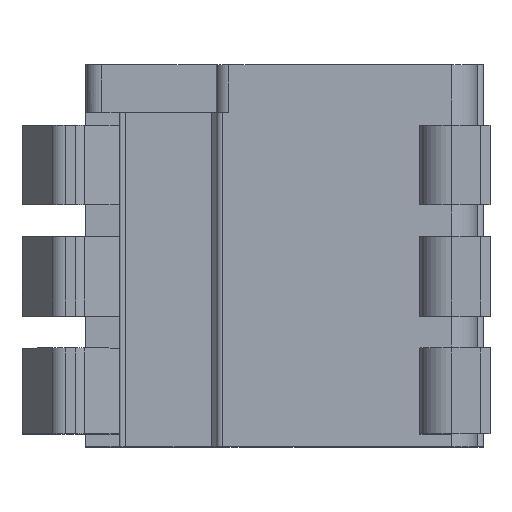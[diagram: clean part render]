
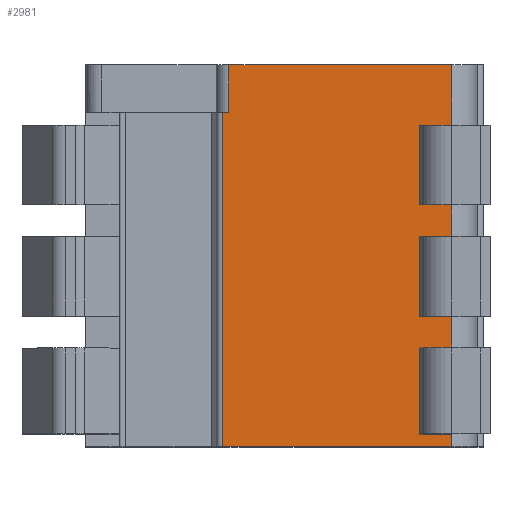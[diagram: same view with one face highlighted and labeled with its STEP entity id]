
A CAD part, top view. The second image highlights one B-rep face of the part: STEP entity #2981.
In plain terms, the highlighted planar face has unit normal (0, 0, 1).
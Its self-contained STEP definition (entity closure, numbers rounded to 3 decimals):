
#98=DIRECTION('',(1.,0.,0.));
#99=VECTOR('',#98,0.2);
#100=CARTESIAN_POINT('',(-1.07,0.,3.48));
#101=LINE('',#100,#99);
#102=DIRECTION('',(0.,1.,0.));
#103=VECTOR('',#102,1.5);
#104=CARTESIAN_POINT('',(-0.87,0.,3.48));
#105=LINE('',#104,#103);
#106=DIRECTION('',(-1.,0.,0.));
#107=VECTOR('',#106,1.);
#108=CARTESIAN_POINT('',(6.13,-0.4,3.48));
#109=LINE('',#108,#107);
#110=DIRECTION('',(-1.,0.,0.));
#111=VECTOR('',#110,1.);
#112=CARTESIAN_POINT('',(6.13,-3.9,3.48));
#113=LINE('',#112,#111);
#114=DIRECTION('',(-1.,0.,0.));
#115=VECTOR('',#114,1.);
#116=CARTESIAN_POINT('',(6.13,-7.4,3.48));
#117=LINE('',#116,#115);
#118=DIRECTION('',(-1.,0.,0.));
#119=VECTOR('',#118,1.);
#120=CARTESIAN_POINT('',(6.13,-10.1,3.48));
#121=LINE('',#120,#119);
#122=DIRECTION('',(-1.,0.,0.));
#123=VECTOR('',#122,7.2);
#124=CARTESIAN_POINT('',(6.13,-10.5,3.48));
#125=LINE('',#124,#123);
#126=DIRECTION('',(0.,-1.,0.));
#127=VECTOR('',#126,10.5);
#128=CARTESIAN_POINT('',(-1.07,0.,3.48));
#129=LINE('',#128,#127);
#224=DIRECTION('',(1.,0.,0.));
#225=VECTOR('',#224,7.);
#226=CARTESIAN_POINT('',(-0.87,1.5,3.48));
#227=LINE('',#226,#225);
#614=DIRECTION('',(0.,1.,0.));
#615=VECTOR('',#614,1.9);
#616=CARTESIAN_POINT('',(6.13,-0.4,3.48));
#617=LINE('',#616,#615);
#622=DIRECTION('',(0.,1.,0.));
#623=VECTOR('',#622,0.4);
#624=CARTESIAN_POINT('',(6.13,-10.5,3.48));
#625=LINE('',#624,#623);
#638=DIRECTION('',(0.,1.,0.));
#639=VECTOR('',#638,1.);
#640=CARTESIAN_POINT('',(6.13,-7.4,3.48));
#641=LINE('',#640,#639);
#654=DIRECTION('',(0.,1.,0.));
#655=VECTOR('',#654,1.);
#656=CARTESIAN_POINT('',(6.13,-3.9,3.48));
#657=LINE('',#656,#655);
#855=DIRECTION('',(0.,-1.,0.));
#856=VECTOR('',#855,2.5);
#857=CARTESIAN_POINT('',(5.13,-3.9,3.48));
#858=LINE('',#857,#856);
#871=DIRECTION('',(0.,-1.,0.));
#872=VECTOR('',#871,2.5);
#873=CARTESIAN_POINT('',(5.13,-0.4,3.48));
#874=LINE('',#873,#872);
#879=DIRECTION('',(0.,-1.,0.));
#880=VECTOR('',#879,2.7);
#881=CARTESIAN_POINT('',(5.13,-7.4,3.48));
#882=LINE('',#881,#880);
#887=DIRECTION('',(-1.,0.,0.));
#888=VECTOR('',#887,1.);
#889=CARTESIAN_POINT('',(6.13,-6.4,3.48));
#890=LINE('',#889,#888);
#1487=DIRECTION('',(-1.,0.,0.));
#1488=VECTOR('',#1487,1.);
#1489=CARTESIAN_POINT('',(6.13,-2.9,3.48));
#1490=LINE('',#1489,#1488);
#2186=CARTESIAN_POINT('',(-1.07,0.,3.48));
#2188=VERTEX_POINT('',#2186);
#2226=CARTESIAN_POINT('',(-1.07,-10.5,3.48));
#2228=VERTEX_POINT('',#2226);
#2359=CARTESIAN_POINT('',(5.13,-2.9,3.48));
#2361=VERTEX_POINT('',#2359);
#2363=CARTESIAN_POINT('',(5.13,-3.9,3.48));
#2365=VERTEX_POINT('',#2363);
#2391=CARTESIAN_POINT('',(6.13,-2.9,3.48));
#2392=VERTEX_POINT('',#2391);
#2393=CARTESIAN_POINT('',(6.13,-3.9,3.48));
#2394=VERTEX_POINT('',#2393);
#2427=CARTESIAN_POINT('',(5.13,-6.4,3.48));
#2429=VERTEX_POINT('',#2427);
#2431=CARTESIAN_POINT('',(5.13,-7.4,3.48));
#2433=VERTEX_POINT('',#2431);
#2459=CARTESIAN_POINT('',(6.13,-6.4,3.48));
#2460=VERTEX_POINT('',#2459);
#2461=CARTESIAN_POINT('',(6.13,-7.4,3.48));
#2462=VERTEX_POINT('',#2461);
#2481=CARTESIAN_POINT('',(5.13,-0.4,3.48));
#2483=VERTEX_POINT('',#2481);
#2497=CARTESIAN_POINT('',(6.13,-0.4,3.48));
#2498=VERTEX_POINT('',#2497);
#2499=CARTESIAN_POINT('',(6.13,-10.1,3.48));
#2500=CARTESIAN_POINT('',(5.13,-10.1,3.48));
#2501=VERTEX_POINT('',#2499);
#2502=VERTEX_POINT('',#2500);
#2535=CARTESIAN_POINT('',(6.13,-10.5,3.48));
#2536=VERTEX_POINT('',#2535);
#2588=CARTESIAN_POINT('',(-0.87,1.5,3.48));
#2590=VERTEX_POINT('',#2588);
#2591=CARTESIAN_POINT('',(6.13,1.5,3.48));
#2592=VERTEX_POINT('',#2591);
#2627=CARTESIAN_POINT('',(-0.87,0.,3.48));
#2629=VERTEX_POINT('',#2627);
#2941=CARTESIAN_POINT('',(-1.07,0.,3.48));
#2942=DIRECTION('',(0.,0.,1.));
#2943=DIRECTION('',(1.,0.,0.));
#2944=AXIS2_PLACEMENT_3D('',#2941,#2942,#2943);
#2945=PLANE('',#2944);
#2946=ORIENTED_EDGE('',*,*,#2838,.T.);
#2947=ORIENTED_EDGE('',*,*,#2901,.T.);
#2949=ORIENTED_EDGE('',*,*,#2948,.T.);
#2951=ORIENTED_EDGE('',*,*,#2950,.F.);
#2953=ORIENTED_EDGE('',*,*,#2952,.T.);
#2955=ORIENTED_EDGE('',*,*,#2954,.T.);
#2957=ORIENTED_EDGE('',*,*,#2956,.F.);
#2959=ORIENTED_EDGE('',*,*,#2958,.F.);
#2961=ORIENTED_EDGE('',*,*,#2960,.T.);
#2963=ORIENTED_EDGE('',*,*,#2962,.T.);
#2965=ORIENTED_EDGE('',*,*,#2964,.F.);
#2967=ORIENTED_EDGE('',*,*,#2966,.F.);
#2969=ORIENTED_EDGE('',*,*,#2968,.T.);
#2971=ORIENTED_EDGE('',*,*,#2970,.T.);
#2973=ORIENTED_EDGE('',*,*,#2972,.F.);
#2975=ORIENTED_EDGE('',*,*,#2974,.F.);
#2977=ORIENTED_EDGE('',*,*,#2976,.T.);
#2978=ORIENTED_EDGE('',*,*,#2933,.F.);
#2979=EDGE_LOOP('',(#2946,#2947,#2949,#2951,#2953,#2955,#2957,#2959,#2961,#2963,
#2965,#2967,#2969,#2971,#2973,#2975,#2977,#2978));
#2980=FACE_OUTER_BOUND('',#2979,.F.);
#2981=ADVANCED_FACE('',(#2980),#2945,.T.);
#2838=EDGE_CURVE('',#2188,#2629,#101,.T.);
#2901=EDGE_CURVE('',#2629,#2590,#105,.T.);
#2933=EDGE_CURVE('',#2188,#2228,#129,.T.);
#2948=EDGE_CURVE('',#2590,#2592,#227,.T.);
#2950=EDGE_CURVE('',#2498,#2592,#617,.T.);
#2952=EDGE_CURVE('',#2498,#2483,#109,.T.);
#2954=EDGE_CURVE('',#2483,#2361,#874,.T.);
#2956=EDGE_CURVE('',#2392,#2361,#1490,.T.);
#2958=EDGE_CURVE('',#2394,#2392,#657,.T.);
#2960=EDGE_CURVE('',#2394,#2365,#113,.T.);
#2962=EDGE_CURVE('',#2365,#2429,#858,.T.);
#2964=EDGE_CURVE('',#2460,#2429,#890,.T.);
#2966=EDGE_CURVE('',#2462,#2460,#641,.T.);
#2968=EDGE_CURVE('',#2462,#2433,#117,.T.);
#2970=EDGE_CURVE('',#2433,#2502,#882,.T.);
#2972=EDGE_CURVE('',#2501,#2502,#121,.T.);
#2974=EDGE_CURVE('',#2536,#2501,#625,.T.);
#2976=EDGE_CURVE('',#2536,#2228,#125,.T.);
